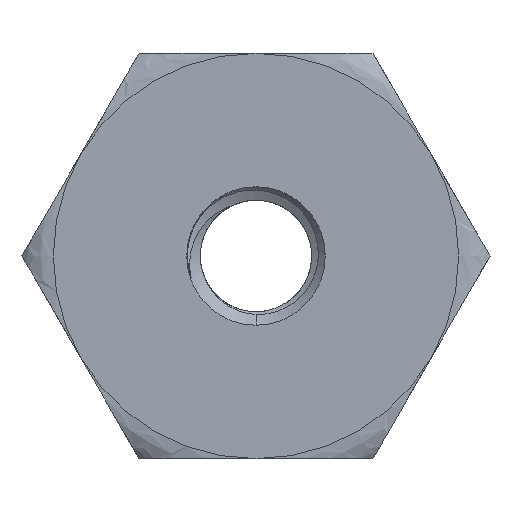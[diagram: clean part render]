
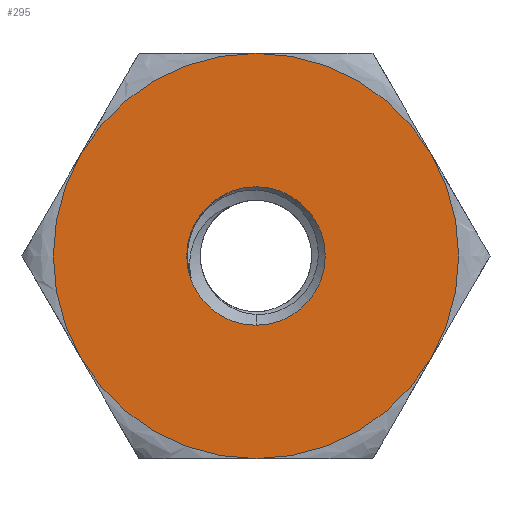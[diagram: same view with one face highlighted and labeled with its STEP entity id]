
A CAD part, front view. The second image highlights one B-rep face of the part: STEP entity #295.
In plain terms, the highlighted planar face has unit normal (0, -1, 0).
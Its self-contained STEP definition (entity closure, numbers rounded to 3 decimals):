
#163 = EDGE_CURVE ( 'NONE', #6474, #1342, #4027, .T. ) ;
#295 = ADVANCED_FACE ( 'NONE', ( #3037, #5762 ), #5084, .F. ) ;
#350 = CARTESIAN_POINT ( 'NONE',  ( 0., -3., 0. ) ) ;
#477 = DIRECTION ( 'NONE',  ( 0., 1., 0. ) ) ;
#712 = ORIENTED_EDGE ( 'NONE', *, *, #2259, .T. ) ;
#829 = CIRCLE ( 'NONE', #6960, 6. ) ;
#1143 = DIRECTION ( 'NONE',  ( 0., 0., 1. ) ) ;
#1183 = CARTESIAN_POINT ( 'NONE',  ( 0., -3., 0. ) ) ;
#1222 = DIRECTION ( 'NONE',  ( 0., 1., 0. ) ) ;
#1342 = VERTEX_POINT ( 'NONE', #3705 ) ;
#1486 = AXIS2_PLACEMENT_3D ( 'NONE', #1859, #1723, #7834 ) ;
#1492 = CARTESIAN_POINT ( 'NONE',  ( 5.196, -3., -3. ) ) ;
#1570 = DIRECTION ( 'NONE',  ( 0., 0., 1. ) ) ;
#1652 = CARTESIAN_POINT ( 'NONE',  ( 0., -3., 0. ) ) ;
#1723 = DIRECTION ( 'NONE',  ( 0., 1., 0. ) ) ;
#1859 = CARTESIAN_POINT ( 'NONE',  ( 0., -3., 0. ) ) ;
#1872 = AXIS2_PLACEMENT_3D ( 'NONE', #7289, #1222, #8666 ) ;
#2252 = AXIS2_PLACEMENT_3D ( 'NONE', #350, #477, #1143 ) ;
#2259 = EDGE_CURVE ( 'NONE', #8646, #5259, #7608, .T. ) ;
#2277 = EDGE_CURVE ( 'NONE', #8646, #5666, #6893, .T. ) ;
#2392 = DIRECTION ( 'NONE',  ( 0., -1., 0. ) ) ;
#2417 = ORIENTED_EDGE ( 'NONE', *, *, #7356, .F. ) ;
#2710 = DIRECTION ( 'NONE',  ( 0., 0., -1. ) ) ;
#2951 = DIRECTION ( 'NONE',  ( 0., 1., 0. ) ) ;
#2999 = ORIENTED_EDGE ( 'NONE', *, *, #3395, .F. ) ;
#3037 = FACE_BOUND ( 'NONE', #4618, .T. ) ;
#3395 = EDGE_CURVE ( 'NONE', #1342, #5259, #7614, .T. ) ;
#3683 = CARTESIAN_POINT ( 'NONE',  ( 0., -3., 0. ) ) ;
#3705 = CARTESIAN_POINT ( 'NONE',  ( 5.196, -3., 3. ) ) ;
#3793 = CARTESIAN_POINT ( 'NONE',  ( 0., -3., 0. ) ) ;
#4027 = CIRCLE ( 'NONE', #5869, 6. ) ;
#4260 = CIRCLE ( 'NONE', #8802, 2.05 ) ;
#4618 = EDGE_LOOP ( 'NONE', ( #8640, #7624 ) ) ;
#4687 = CARTESIAN_POINT ( 'NONE',  ( 0., -3., 2.05 ) ) ;
#5001 = EDGE_CURVE ( 'NONE', #7549, #6474, #7576, .T. ) ;
#5009 = VERTEX_POINT ( 'NONE', #6707 ) ;
#5084 = PLANE ( 'NONE',  #8563 ) ;
#5100 = CIRCLE ( 'NONE', #2252, 2.05 ) ;
#5198 = DIRECTION ( 'NONE',  ( 0., 0., -1. ) ) ;
#5259 = VERTEX_POINT ( 'NONE', #1492 ) ;
#5560 = ORIENTED_EDGE ( 'NONE', *, *, #5001, .F. ) ;
#5608 = EDGE_CURVE ( 'NONE', #6928, #5009, #5100, .T. ) ;
#5666 = VERTEX_POINT ( 'NONE', #6526 ) ;
#5762 = FACE_OUTER_BOUND ( 'NONE', #6867, .T. ) ;
#5869 = AXIS2_PLACEMENT_3D ( 'NONE', #1652, #7846, #7674 ) ;
#6049 = CARTESIAN_POINT ( 'NONE',  ( 0., -3., 0. ) ) ;
#6087 = CARTESIAN_POINT ( 'NONE',  ( -5.196, -3., 3. ) ) ;
#6110 = CARTESIAN_POINT ( 'NONE',  ( 0., -3., 6. ) ) ;
#6474 = VERTEX_POINT ( 'NONE', #6110 ) ;
#6526 = CARTESIAN_POINT ( 'NONE',  ( -5.196, -3., -3. ) ) ;
#6707 = CARTESIAN_POINT ( 'NONE',  ( 0., -3., -2.05 ) ) ;
#6750 = CARTESIAN_POINT ( 'NONE',  ( 0., -3., 0. ) ) ;
#6867 = EDGE_LOOP ( 'NONE', ( #7042, #712, #2999, #7225, #5560, #2417 ) ) ;
#6893 = CIRCLE ( 'NONE', #1486, 6. ) ;
#6901 = AXIS2_PLACEMENT_3D ( 'NONE', #6049, #8805, #2710 ) ;
#6928 = VERTEX_POINT ( 'NONE', #4687 ) ;
#6960 = AXIS2_PLACEMENT_3D ( 'NONE', #3683, #8444, #8358 ) ;
#7042 = ORIENTED_EDGE ( 'NONE', *, *, #2277, .F. ) ;
#7091 = DIRECTION ( 'NONE',  ( 0., 0., 1. ) ) ;
#7225 = ORIENTED_EDGE ( 'NONE', *, *, #163, .F. ) ;
#7289 = CARTESIAN_POINT ( 'NONE',  ( 0., -3., 0. ) ) ;
#7356 = EDGE_CURVE ( 'NONE', #5666, #7549, #829, .T. ) ;
#7549 = VERTEX_POINT ( 'NONE', #6087 ) ;
#7573 = EDGE_CURVE ( 'NONE', #5009, #6928, #4260, .T. ) ;
#7576 = CIRCLE ( 'NONE', #1872, 6. ) ;
#7608 = CIRCLE ( 'NONE', #8449, 6. ) ;
#7614 = CIRCLE ( 'NONE', #6901, 6. ) ;
#7624 = ORIENTED_EDGE ( 'NONE', *, *, #5608, .T. ) ;
#7674 = DIRECTION ( 'NONE',  ( 0., 0., -1. ) ) ;
#7812 = CARTESIAN_POINT ( 'NONE',  ( 0., -3., -6. ) ) ;
#7834 = DIRECTION ( 'NONE',  ( 0., 0., -1. ) ) ;
#7846 = DIRECTION ( 'NONE',  ( 0., 1., 0. ) ) ;
#8358 = DIRECTION ( 'NONE',  ( 0., 0., -1. ) ) ;
#8421 = DIRECTION ( 'NONE',  ( 0., 1., 0. ) ) ;
#8444 = DIRECTION ( 'NONE',  ( 0., 1., 0. ) ) ;
#8449 = AXIS2_PLACEMENT_3D ( 'NONE', #1183, #2392, #5198 ) ;
#8563 = AXIS2_PLACEMENT_3D ( 'NONE', #3793, #8421, #7091 ) ;
#8640 = ORIENTED_EDGE ( 'NONE', *, *, #7573, .T. ) ;
#8646 = VERTEX_POINT ( 'NONE', #7812 ) ;
#8666 = DIRECTION ( 'NONE',  ( 0., 0., -1. ) ) ;
#8802 = AXIS2_PLACEMENT_3D ( 'NONE', #6750, #2951, #1570 ) ;
#8805 = DIRECTION ( 'NONE',  ( 0., 1., 0. ) ) ;
